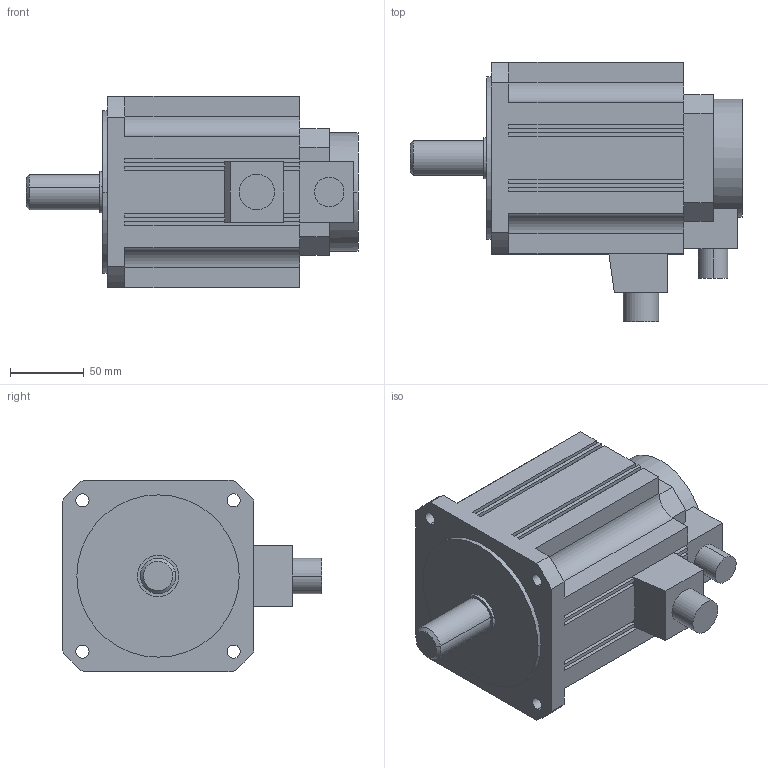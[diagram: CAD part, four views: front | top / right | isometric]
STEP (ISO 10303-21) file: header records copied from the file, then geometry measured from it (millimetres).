
FILE_DESCRIPTION (( 'STEP AP203' ), '1' );
FILE_NAME ('Servo-Motor-HC-SFS152-Aratron-STEP.step', '2002-08-21T14:45:30', ( 'Jimmy Richardsson' ), ( 'Cevican AB' ), 'SwSTEP 2.0', 'SolidWorks 2002002', '' );
FILE_SCHEMA (( 'CONFIG_CONTROL_DESIGN' ));
Length unit declared in the file: millimetre
Products named in the file (3): Servo-Motor-HC-SFS152-Aratron-STEP; Shaft-HC-SFS-Aratron; Body-HC-SFS-Aratron
Assembly tree (2 placements, depth 2):
  Servo-Motor-HC-SFS152-Aratron-STEP
    Shaft-HC-SFS-Aratron
    Body-HC-SFS-Aratron
Bounding box: 225 x 176 x 130 mm (x, y, z)
Volume: 2225631.4 mm3; surface area: 140501.7 mm2
Topology: 2 solids, 2 shells, 155 faces, 430 edges, 286 vertices
Faces by surface type: plane 121, cylinder 32, cone 2
Entity records: 5227 total; most frequent: CARTESIAN_POINT 875, ORIENTED_EDGE 860, DIRECTION 816, EDGE_CURVE 430, LINE 362, VECTOR 362, VERTEX_POINT 286, AXIS2_PLACEMENT_3D 227
